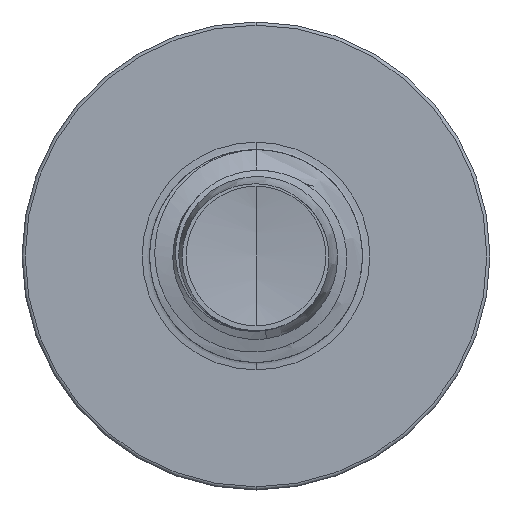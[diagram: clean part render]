
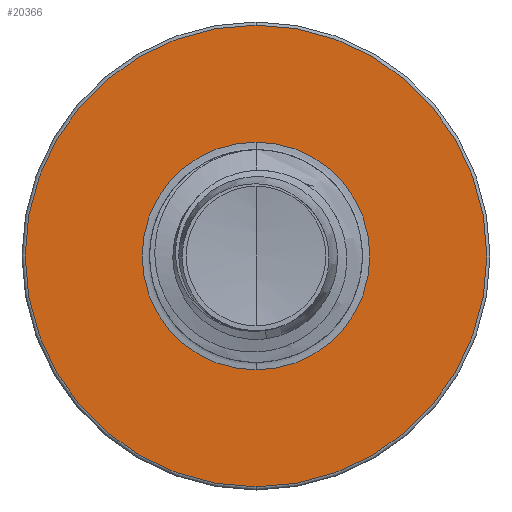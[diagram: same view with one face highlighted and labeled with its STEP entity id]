
A CAD part, front view. The second image highlights one B-rep face of the part: STEP entity #20366.
In plain terms, the highlighted planar face has unit normal (0, -1, 0).
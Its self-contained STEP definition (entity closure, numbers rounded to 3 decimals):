
#1543 = CARTESIAN_POINT ( 'NONE',  ( 0., 19., 0. ) ) ;
#2108 = DIRECTION ( 'NONE',  ( 0., 0., 1. ) ) ;
#2478 = DIRECTION ( 'NONE',  ( 0., 0., 1. ) ) ;
#2568 = CIRCLE ( 'NONE', #9003, 2.677 ) ;
#3648 = CARTESIAN_POINT ( 'NONE',  ( 0., 19., -2.677 ) ) ;
#3861 = DIRECTION ( 'NONE',  ( 0., 1., 0. ) ) ;
#3898 = EDGE_CURVE ( 'NONE', #30690, #19832, #36945, .T. ) ;
#4504 = DIRECTION ( 'NONE',  ( 0., 0., 1. ) ) ;
#4726 = CARTESIAN_POINT ( 'NONE',  ( 0., 19., 0. ) ) ;
#4933 = EDGE_CURVE ( 'NONE', #19832, #30690, #2568, .T. ) ;
#5317 = CARTESIAN_POINT ( 'NONE',  ( 0., 19., -2.677 ) ) ;
#6991 = DIRECTION ( 'NONE',  ( 0., 0., 1. ) ) ;
#8415 = CARTESIAN_POINT ( 'NONE',  ( 0., 19., -5.425 ) ) ;
#9003 = AXIS2_PLACEMENT_3D ( 'NONE', #34812, #16915, #37795 ) ;
#11721 = AXIS2_PLACEMENT_3D ( 'NONE', #4726, #3861, #2108 ) ;
#12713 = ORIENTED_EDGE ( 'NONE', *, *, #28567, .F. ) ;
#13992 = VERTEX_POINT ( 'NONE', #28009 ) ;
#14381 = ORIENTED_EDGE ( 'NONE', *, *, #16057, .F. ) ;
#16057 = EDGE_CURVE ( 'NONE', #29754, #13992, #26881, .T. ) ;
#16915 = DIRECTION ( 'NONE',  ( 0., 1., 0. ) ) ;
#19832 = VERTEX_POINT ( 'NONE', #23778 ) ;
#20184 = DIRECTION ( 'NONE',  ( 0., 1., 0. ) ) ;
#20366 = ADVANCED_FACE ( 'NONE', ( #30116, #23085 ), #21753, .F. ) ;
#21753 = PLANE ( 'NONE',  #37404 ) ;
#22230 = DIRECTION ( 'NONE',  ( 0., 1., 0. ) ) ;
#23085 = FACE_BOUND ( 'NONE', #28369, .T. ) ;
#23778 = CARTESIAN_POINT ( 'NONE',  ( 0., 19., 2.677 ) ) ;
#23867 = ORIENTED_EDGE ( 'NONE', *, *, #4933, .T. ) ;
#24213 = ORIENTED_EDGE ( 'NONE', *, *, #3898, .T. ) ;
#24781 = DIRECTION ( 'NONE',  ( 0., 1., 0. ) ) ;
#25328 = CIRCLE ( 'NONE', #34759, 5.425 ) ;
#26881 = CIRCLE ( 'NONE', #38384, 5.425 ) ;
#28009 = CARTESIAN_POINT ( 'NONE',  ( 0., 19., 5.425 ) ) ;
#28369 = EDGE_LOOP ( 'NONE', ( #23867, #24213 ) ) ;
#28567 = EDGE_CURVE ( 'NONE', #13992, #29754, #25328, .T. ) ;
#29754 = VERTEX_POINT ( 'NONE', #8415 ) ;
#30116 = FACE_OUTER_BOUND ( 'NONE', #35616, .T. ) ;
#30690 = VERTEX_POINT ( 'NONE', #5317 ) ;
#34759 = AXIS2_PLACEMENT_3D ( 'NONE', #1543, #22230, #4504 ) ;
#34812 = CARTESIAN_POINT ( 'NONE',  ( 0., 19., 0. ) ) ;
#35616 = EDGE_LOOP ( 'NONE', ( #12713, #14381 ) ) ;
#36945 = CIRCLE ( 'NONE', #11721, 2.677 ) ;
#37404 = AXIS2_PLACEMENT_3D ( 'NONE', #3648, #24781, #6991 ) ;
#37795 = DIRECTION ( 'NONE',  ( 0., 0., 1. ) ) ;
#38075 = CARTESIAN_POINT ( 'NONE',  ( 0., 19., 0. ) ) ;
#38384 = AXIS2_PLACEMENT_3D ( 'NONE', #38075, #20184, #2478 ) ;
